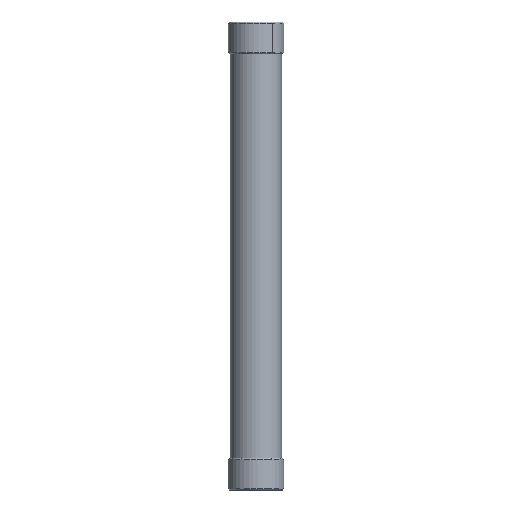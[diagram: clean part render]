
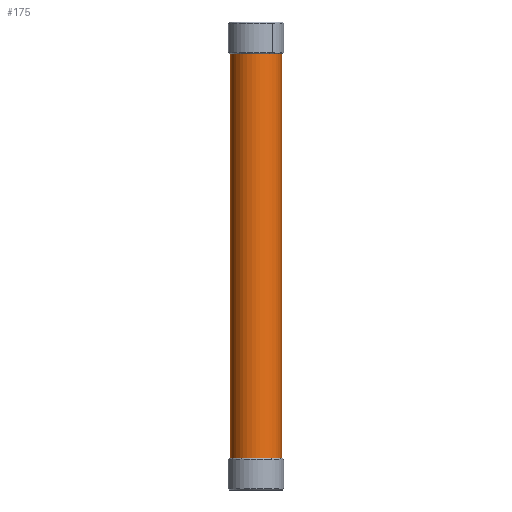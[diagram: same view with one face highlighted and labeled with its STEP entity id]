
A CAD part, front view. The second image highlights one B-rep face of the part: STEP entity #175.
In plain terms, the highlighted cylindrical face has radius 24 mm (diameter 48 mm), a partial arc.
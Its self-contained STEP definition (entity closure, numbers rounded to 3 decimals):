
#173 = AXIS2_PLACEMENT_3D ( 'NONE', #983, #4605, #1490 ) ;
#175 = ADVANCED_FACE ( 'NONE', ( #5398 ), #5246, .T. ) ;
#313 = ORIENTED_EDGE ( 'NONE', *, *, #3466, .T. ) ;
#333 = DIRECTION ( 'NONE',  ( 0., 0., 1. ) ) ;
#587 = EDGE_CURVE ( 'NONE', #6756, #6148, #2805, .T. ) ;
#937 = VECTOR ( 'NONE', #3347, 1000. ) ;
#983 = CARTESIAN_POINT ( 'NONE',  ( 0., 0., 200. ) ) ;
#1097 = AXIS2_PLACEMENT_3D ( 'NONE', #5467, #2360, #5984 ) ;
#1490 = DIRECTION ( 'NONE',  ( -1., 0., 0. ) ) ;
#2098 = DIRECTION ( 'NONE',  ( 1., 0., 0. ) ) ;
#2360 = DIRECTION ( 'NONE',  ( 0., 0., -1. ) ) ;
#2653 = AXIS2_PLACEMENT_3D ( 'NONE', #6774, #333, #2098 ) ;
#2671 = CIRCLE ( 'NONE', #1097, 24. ) ;
#2805 = LINE ( 'NONE', #3357, #6785 ) ;
#2875 = CARTESIAN_POINT ( 'NONE',  ( 24., 0., -200. ) ) ;
#3008 = EDGE_CURVE ( 'NONE', #5192, #6148, #3954, .T. ) ;
#3067 = ORIENTED_EDGE ( 'NONE', *, *, #587, .F. ) ;
#3347 = DIRECTION ( 'NONE',  ( 0., 0., 1. ) ) ;
#3357 = CARTESIAN_POINT ( 'NONE',  ( -24., 0., -200. ) ) ;
#3466 = EDGE_CURVE ( 'NONE', #3553, #5192, #6283, .T. ) ;
#3553 = VERTEX_POINT ( 'NONE', #2875 ) ;
#3954 = CIRCLE ( 'NONE', #173, 24. ) ;
#4248 = EDGE_CURVE ( 'NONE', #3553, #6756, #2671, .T. ) ;
#4411 = EDGE_LOOP ( 'NONE', ( #3067, #5223, #313, #4709 ) ) ;
#4605 = DIRECTION ( 'NONE',  ( 0., 0., -1. ) ) ;
#4709 = ORIENTED_EDGE ( 'NONE', *, *, #3008, .T. ) ;
#4765 = CARTESIAN_POINT ( 'NONE',  ( -24., 0., 200. ) ) ;
#4875 = DIRECTION ( 'NONE',  ( 0., 0., 1. ) ) ;
#5192 = VERTEX_POINT ( 'NONE', #6403 ) ;
#5223 = ORIENTED_EDGE ( 'NONE', *, *, #4248, .F. ) ;
#5246 = CYLINDRICAL_SURFACE ( 'NONE', #2653, 24. ) ;
#5398 = FACE_OUTER_BOUND ( 'NONE', #4411, .T. ) ;
#5467 = CARTESIAN_POINT ( 'NONE',  ( 0., 0., -200. ) ) ;
#5899 = CARTESIAN_POINT ( 'NONE',  ( 24., 0., -200. ) ) ;
#5984 = DIRECTION ( 'NONE',  ( -1., 0., 0. ) ) ;
#6148 = VERTEX_POINT ( 'NONE', #4765 ) ;
#6279 = CARTESIAN_POINT ( 'NONE',  ( -24., 0., -200. ) ) ;
#6283 = LINE ( 'NONE', #5899, #937 ) ;
#6403 = CARTESIAN_POINT ( 'NONE',  ( 24., 0., 200. ) ) ;
#6756 = VERTEX_POINT ( 'NONE', #6279 ) ;
#6774 = CARTESIAN_POINT ( 'NONE',  ( 0., 0., -200. ) ) ;
#6785 = VECTOR ( 'NONE', #4875, 1000. ) ;
